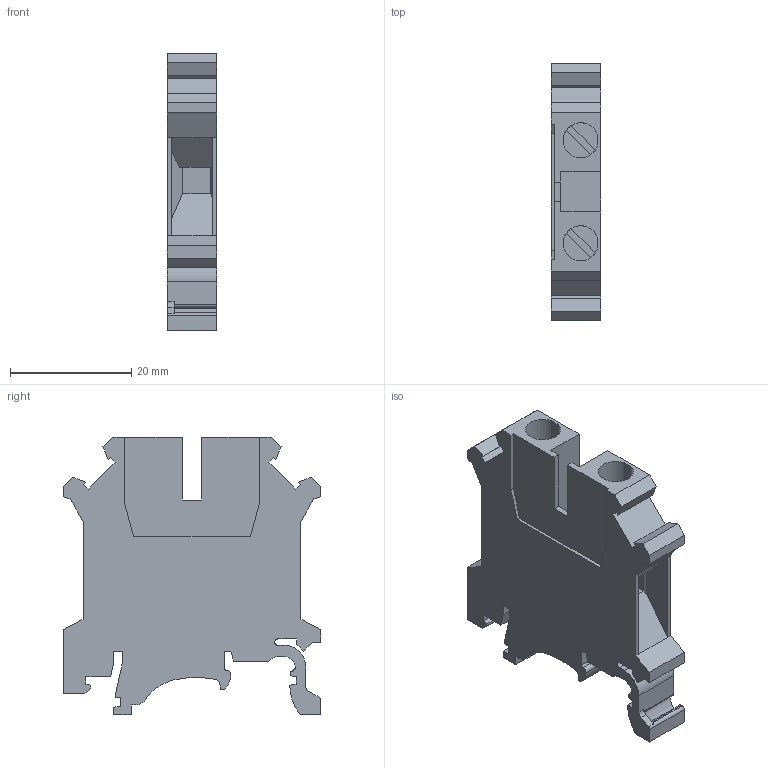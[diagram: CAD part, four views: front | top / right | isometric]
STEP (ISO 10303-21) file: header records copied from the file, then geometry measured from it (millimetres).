
FILE_DESCRIPTION(('Creo Elements/Direct Modeling STEP Export'),'2;1');
FILE_NAME('model.stp','2020-10-13T 0:37:33',(''),(''),'Creo Elements/Direct Modeling STEP processor for AP214 (Solid Model)','Creo Elements/Direct Modeling 20.1A 29-Sep-2018 (C) Parametric Technology GmbH','');
FILE_SCHEMA(('AUTOMOTIVE_DESIGN { 1 0 10303 214 1 1 1 1 }'));
Length unit declared in the file: millimetre
Products named in the file (2): UK_6_N_RD-select
Assembly tree (1 placements, depth 2):
  UK_6_N_RD-select
    UK_6_N_RD-select
Bounding box: 8.15 x 42.5 x 45.9 mm (x, y, z)
Volume: 9585.6 mm3; surface area: 5924.2 mm2
Topology: 1 solids, 1 shells, 161 faces, 459 edges, 302 vertices
Faces by surface type: plane 134, cylinder 27
Entity records: 6442 total; most frequent: ORIENTED_EDGE 918, CARTESIAN_POINT 909, DIRECTION 822, EDGE_CURVE 459, VECTOR 392, LINE 392, VERTEX_POINT 302, AXIS2_PLACEMENT_3D 215
